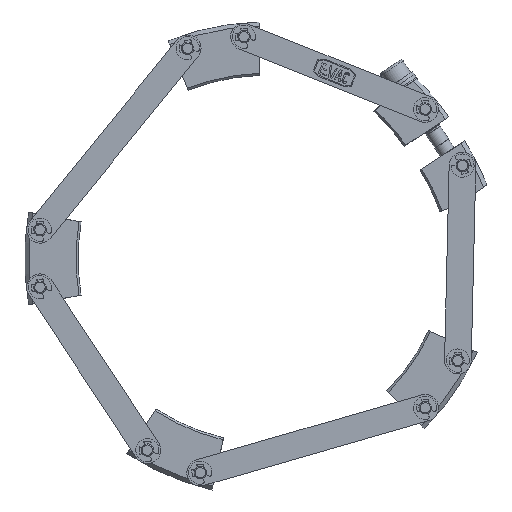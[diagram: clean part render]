
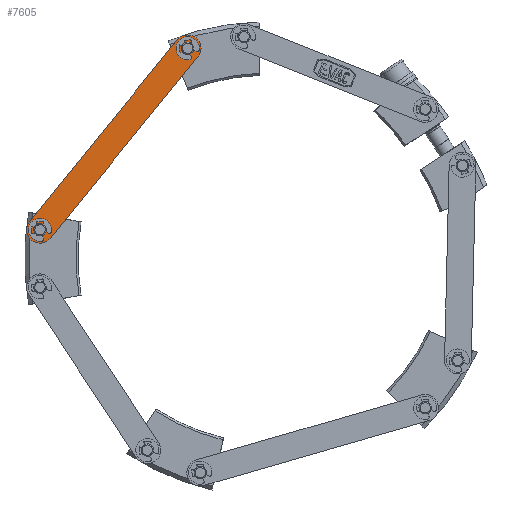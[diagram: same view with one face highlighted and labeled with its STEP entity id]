
A CAD part, left-side view. The second image highlights one B-rep face of the part: STEP entity #7605.
In plain terms, the highlighted face is planar.
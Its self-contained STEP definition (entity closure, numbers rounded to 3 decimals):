
#552=LINE('',#12044,#1174);
#553=LINE('',#12048,#1175);
#1174=VECTOR('',#9478,1000.);
#1175=VECTOR('',#9481,1000.);
#1912=ORIENTED_EDGE('',*,*,#4044,.T.);
#1913=ORIENTED_EDGE('',*,*,#4045,.T.);
#1914=ORIENTED_EDGE('',*,*,#4046,.F.);
#1915=ORIENTED_EDGE('',*,*,#4047,.F.);
#1916=ORIENTED_EDGE('',*,*,#4048,.F.);
#1917=ORIENTED_EDGE('',*,*,#4049,.F.);
#4044=EDGE_CURVE('',#5124,#5124,#5836,.T.);
#4045=EDGE_CURVE('',#5125,#5125,#5837,.T.);
#4046=EDGE_CURVE('',#5126,#5127,#5838,.T.);
#4047=EDGE_CURVE('',#5128,#5126,#552,.T.);
#4048=EDGE_CURVE('',#5129,#5128,#5839,.T.);
#4049=EDGE_CURVE('',#5127,#5129,#553,.T.);
#5124=VERTEX_POINT('',#12038);
#5125=VERTEX_POINT('',#12040);
#5126=VERTEX_POINT('',#12042);
#5127=VERTEX_POINT('',#12043);
#5128=VERTEX_POINT('',#12045);
#5129=VERTEX_POINT('',#12047);
#5836=CIRCLE('',#8450,3.);
#5837=CIRCLE('',#8451,3.);
#5838=CIRCLE('',#8452,6.5);
#5839=CIRCLE('',#8453,6.5);
#6272=EDGE_LOOP('',(#1912));
#6273=EDGE_LOOP('',(#1913));
#6274=EDGE_LOOP('',(#1914,#1915,#1916,#1917));
#6808=FACE_BOUND('',#6272,.T.);
#6809=FACE_BOUND('',#6273,.T.);
#6810=FACE_BOUND('',#6274,.T.);
#7312=PLANE('',#8449);
#7605=ADVANCED_FACE('',(#6808,#6809,#6810),#7312,.T.);
#8449=AXIS2_PLACEMENT_3D('',#12036,#9470,#9471);
#8450=AXIS2_PLACEMENT_3D('',#12037,#9472,#9473);
#8451=AXIS2_PLACEMENT_3D('',#12039,#9474,#9475);
#8452=AXIS2_PLACEMENT_3D('',#12041,#9476,#9477);
#8453=AXIS2_PLACEMENT_3D('',#12046,#9479,#9480);
#9470=DIRECTION('',(0.,0.,1.));
#9471=DIRECTION('',(1.,0.,0.));
#9472=DIRECTION('',(0.,0.,-1.));
#9473=DIRECTION('',(-1.,0.,0.));
#9474=DIRECTION('',(0.,0.,-1.));
#9475=DIRECTION('',(-1.,0.,0.));
#9476=DIRECTION('',(0.,0.,-1.));
#9477=DIRECTION('',(0.,-1.,0.));
#9478=DIRECTION('',(-1.,0.,0.));
#9479=DIRECTION('',(0.,0.,-1.));
#9480=DIRECTION('',(0.,1.,0.));
#9481=DIRECTION('',(1.,0.,0.));
#12036=CARTESIAN_POINT('',(0.,0.,0.75));
#12037=CARTESIAN_POINT('',(-57.,0.,0.75));
#12038=CARTESIAN_POINT('',(-60.,0.,0.75));
#12039=CARTESIAN_POINT('',(57.,0.,0.75));
#12040=CARTESIAN_POINT('',(54.,0.,0.75));
#12041=CARTESIAN_POINT('',(-57.,0.,0.75));
#12042=CARTESIAN_POINT('',(-57.,-6.5,0.75));
#12043=CARTESIAN_POINT('',(-57.,6.5,0.75));
#12044=CARTESIAN_POINT('',(57.,-6.5,0.75));
#12045=CARTESIAN_POINT('',(57.,-6.5,0.75));
#12046=CARTESIAN_POINT('',(57.,0.,0.75));
#12047=CARTESIAN_POINT('',(57.,6.5,0.75));
#12048=CARTESIAN_POINT('',(-57.,6.5,0.75));
